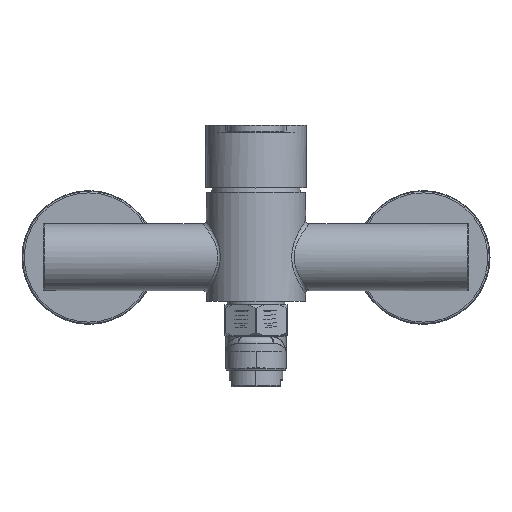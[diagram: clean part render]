
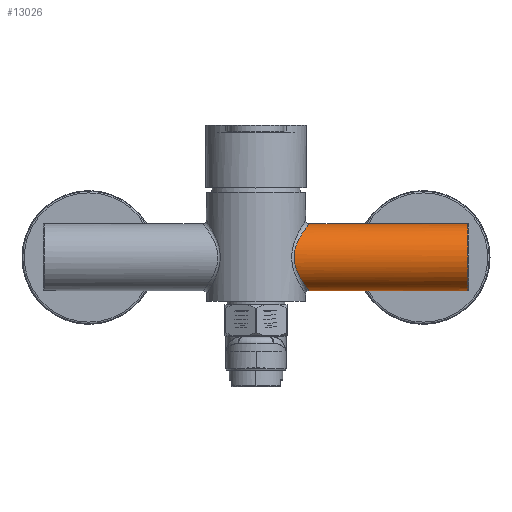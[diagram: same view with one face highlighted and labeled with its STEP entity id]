
A CAD part, top view. The second image highlights one B-rep face of the part: STEP entity #13026.
In plain terms, the highlighted cylindrical face has radius 15 mm (diameter 30 mm), a full revolution.
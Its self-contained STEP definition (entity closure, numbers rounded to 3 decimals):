
#3993=B_SPLINE_CURVE_WITH_KNOTS('',3,(#67170,#67171,#67172,#67173,#67174,
#67175,#67176,#67177,#67178,#67179,#67180,#67181,#67182,#67183,#67184,#67185,
#67186,#67187,#67188,#67189,#67190,#67191,#67192,#67193,#67194,#67195,#67196,
#67197,#67198,#67199,#67200,#67201,#67202,#67203),.UNSPECIFIED.,.T.,.F.,
(2,2,2,2,2,2,2,2,2,2,2,2,2,2,2,2,2,2,2),(-0.063,0.,0.063,0.125,0.188,
0.25,0.313,0.375,0.438,0.5,0.563,0.625,0.688,0.75,0.813,0.875,0.938,
1.,1.063),.UNSPECIFIED.);
#3994=B_SPLINE_CURVE_WITH_KNOTS('',3,(#67345,#67346,#67347,#67348,#67349,
#67350,#67351,#67352,#67353,#67354,#67355,#67356,#67357,#67358,#67359,#67360,
#67361,#67362,#67363,#67364,#67365,#67366,#67367,#67368,#67369,#67370,#67371,
#67372,#67373,#67374,#67375,#67376),.UNSPECIFIED.,.T.,.F.,(2,2,2,2,2,2,
2,2,2,2,2,2,2,2,2,2,2,2),(-0.063,0.,0.063,0.125,0.25,0.313,0.375,0.438,
0.5,0.563,0.625,0.688,0.75,0.813,0.875,0.938,1.,1.063),
 .UNSPECIFIED.);
#11612=CYLINDRICAL_SURFACE('',#48936,15.);
#13026=ADVANCED_FACE('',(#17076,#17077,#17078),#11612,.T.);
#17076=FACE_BOUND('',#17916,.T.);
#17077=FACE_BOUND('',#17917,.T.);
#17078=FACE_BOUND('',#17918,.T.);
#17916=EDGE_LOOP('',(#21629));
#17917=EDGE_LOOP('',(#21630));
#17918=EDGE_LOOP('',(#21631));
#21629=ORIENTED_EDGE('',*,*,#39897,.T.);
#21630=ORIENTED_EDGE('',*,*,#39898,.T.);
#21631=ORIENTED_EDGE('',*,*,#39896,.T.);
#35392=VERTEX_POINT('',#67204);
#35393=VERTEX_POINT('',#67344);
#35394=VERTEX_POINT('',#67377);
#39896=EDGE_CURVE('',#35392,#35392,#3993,.T.);
#39897=EDGE_CURVE('',#35393,#35393,#46779,.T.);
#39898=EDGE_CURVE('',#35394,#35394,#3994,.T.);
#46779=CIRCLE('',#48935,15.);
#48935=AXIS2_PLACEMENT_3D('',#67343,#53972,#53973);
#48936=AXIS2_PLACEMENT_3D('',#67378,#53974,#53975);
#53972=DIRECTION('',(-1.,0.,0.));
#53973=DIRECTION('',(0.,0.,-1.));
#53974=DIRECTION('',(-1.,0.,0.));
#53975=DIRECTION('',(0.,0.,1.));
#67170=CARTESIAN_POINT('',(60.5,22.927,-15.));
#67171=CARTESIAN_POINT('',(60.5,19.073,-15.));
#67172=CARTESIAN_POINT('',(61.012,17.198,-14.611));
#67173=CARTESIAN_POINT('',(62.695,14.006,-13.38));
#67174=CARTESIAN_POINT('',(63.849,12.673,-12.551));
#67175=CARTESIAN_POINT('',(66.463,10.54,-10.838));
#67176=CARTESIAN_POINT('',(67.955,9.709,-9.921));
#67177=CARTESIAN_POINT('',(71.24,8.545,-8.414));
#67178=CARTESIAN_POINT('',(73.12,8.204,-7.826));
#67179=CARTESIAN_POINT('',(76.918,8.208,-7.834));
#67180=CARTESIAN_POINT('',(78.783,8.55,-8.421));
#67181=CARTESIAN_POINT('',(82.079,9.725,-9.939));
#67182=CARTESIAN_POINT('',(83.555,10.55,-10.848));
#67183=CARTESIAN_POINT('',(86.178,12.699,-12.569));
#67184=CARTESIAN_POINT('',(87.317,14.024,-13.389));
#67185=CARTESIAN_POINT('',(88.993,17.213,-14.614));
#67186=CARTESIAN_POINT('',(89.503,19.109,-15.002));
#67187=CARTESIAN_POINT('',(89.497,22.923,-14.998));
#67188=CARTESIAN_POINT('',(88.992,24.792,-14.613));
#67189=CARTESIAN_POINT('',(87.311,27.985,-13.384));
#67190=CARTESIAN_POINT('',(86.174,29.307,-12.566));
#67191=CARTESIAN_POINT('',(83.53,31.467,-10.833));
#67192=CARTESIAN_POINT('',(82.059,32.286,-9.927));
#67193=CARTESIAN_POINT('',(78.752,33.458,-8.41));
#67194=CARTESIAN_POINT('',(76.907,33.796,-7.828));
#67195=CARTESIAN_POINT('',(73.065,33.793,-7.833));
#67196=CARTESIAN_POINT('',(71.225,33.452,-8.418));
#67197=CARTESIAN_POINT('',(67.932,32.28,-9.933));
#67198=CARTESIAN_POINT('',(66.46,31.459,-10.839));
#67199=CARTESIAN_POINT('',(63.836,29.315,-12.56));
#67200=CARTESIAN_POINT('',(62.696,27.998,-13.379));
#67201=CARTESIAN_POINT('',(61.003,24.782,-14.617));
#67202=CARTESIAN_POINT('',(60.5,22.927,-15.));
#67203=CARTESIAN_POINT('',(60.5,19.073,-15.));
#67204=CARTESIAN_POINT('',(60.5,21.,-15.));
#67343=CARTESIAN_POINT('',(95.,21.,0.));
#67344=CARTESIAN_POINT('',(95.,21.,-15.));
#67345=CARTESIAN_POINT('',(17.847,26.086,14.257));
#67346=CARTESIAN_POINT('',(16.991,22.108,15.097));
#67347=CARTESIAN_POINT('',(16.985,19.99,15.101));
#67348=CARTESIAN_POINT('',(17.807,16.035,14.298));
#67349=CARTESIAN_POINT('',(18.572,14.233,13.518));
#67350=CARTESIAN_POINT('',(21.006,9.552,10.393));
#67351=CARTESIAN_POINT('',(22.849,7.191,7.143));
#67352=CARTESIAN_POINT('',(23.82,5.905,1.145));
#67353=CARTESIAN_POINT('',(23.829,5.894,-0.963));
#67354=CARTESIAN_POINT('',(23.225,6.693,-4.941));
#67355=CARTESIAN_POINT('',(22.622,7.492,-6.798));
#67356=CARTESIAN_POINT('',(21.146,9.639,-9.98));
#67357=CARTESIAN_POINT('',(20.277,10.974,-11.317));
#67358=CARTESIAN_POINT('',(18.628,14.108,-13.457));
#67359=CARTESIAN_POINT('',(17.865,15.867,-14.239));
#67360=CARTESIAN_POINT('',(16.999,19.82,-15.09));
#67361=CARTESIAN_POINT('',(16.981,21.953,-15.105));
#67362=CARTESIAN_POINT('',(17.787,25.908,-14.317));
#67363=CARTESIAN_POINT('',(18.545,27.71,-13.55));
#67364=CARTESIAN_POINT('',(20.187,30.879,-11.447));
#67365=CARTESIAN_POINT('',(21.063,32.234,-10.121));
#67366=CARTESIAN_POINT('',(22.553,34.413,-6.981));
#67367=CARTESIAN_POINT('',(23.169,35.233,-5.152));
#67368=CARTESIAN_POINT('',(23.816,36.09,-1.186));
#67369=CARTESIAN_POINT('',(23.831,36.109,0.941));
#67370=CARTESIAN_POINT('',(23.227,35.31,4.938));
#67371=CARTESIAN_POINT('',(22.619,34.504,6.807));
#67372=CARTESIAN_POINT('',(21.137,32.347,9.997));
#67373=CARTESIAN_POINT('',(20.258,30.993,11.344));
#67374=CARTESIAN_POINT('',(18.625,27.883,13.459));
#67375=CARTESIAN_POINT('',(17.847,26.086,14.257));
#67376=CARTESIAN_POINT('',(16.991,22.108,15.097));
#67377=CARTESIAN_POINT('',(17.419,24.097,14.677));
#67378=CARTESIAN_POINT('',(0.,21.,0.));
